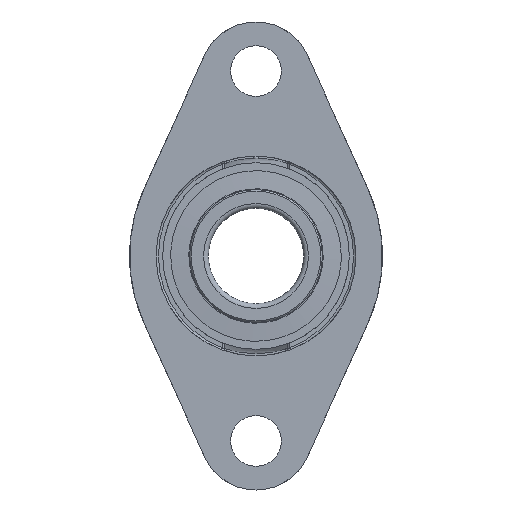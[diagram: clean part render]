
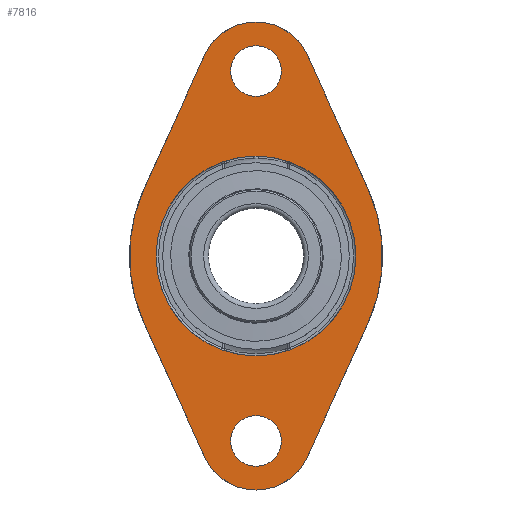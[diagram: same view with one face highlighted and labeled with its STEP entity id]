
A CAD part, left-side view. The second image highlights one B-rep face of the part: STEP entity #7816.
In plain terms, the highlighted face is planar.
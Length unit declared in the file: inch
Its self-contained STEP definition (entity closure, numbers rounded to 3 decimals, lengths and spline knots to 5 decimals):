
#1917=CARTESIAN_POINT('',(-0.84482,1.39166,-0.));
#1918=VERTEX_POINT('',#1917);
#1925=CARTESIAN_POINT('',(-2.50326,0.63716,-0.));
#1926=VERTEX_POINT('',#1925);
#1927=CARTESIAN_POINT('',(-0.84482,1.39166,-0.));
#1928=DIRECTION('',(-0.91,-0.414,-0.));
#1929=VECTOR('',#1928,0.71732);
#1930=LINE('',#1927,#1929);
#1931=EDGE_CURVE('',#1918,#1926,#1930,.T.);
#1952=CARTESIAN_POINT('',(0.84482,1.39166,0.));
#1953=VERTEX_POINT('',#1952);
#1960=CARTESIAN_POINT('',(0.,-0.4653,0.));
#1961=DIRECTION('',(-0.,0.,1.));
#1962=DIRECTION('',(1.,-0.,0.));
#1963=AXIS2_PLACEMENT_3D('',#1960,#1961,#1962);
#1964=CIRCLE('',#1963,2.0401);
#1965=EDGE_CURVE('',#1953,#1918,#1964,.T.);
#4096=CARTESIAN_POINT('',(0.84482,-1.39166,0.));
#4097=VERTEX_POINT('',#4096);
#4104=CARTESIAN_POINT('',(2.50326,-0.63716,0.));
#4105=VERTEX_POINT('',#4104);
#4106=CARTESIAN_POINT('',(0.84482,-1.39166,0.));
#4107=DIRECTION('',(0.91,0.414,0.));
#4108=VECTOR('',#4107,0.71732);
#4109=LINE('',#4106,#4108);
#4110=EDGE_CURVE('',#4097,#4105,#4109,.T.);
#5703=CARTESIAN_POINT('',(2.50326,0.63716,0.));
#5704=VERTEX_POINT('',#5703);
#5705=CARTESIAN_POINT('',(2.21339,-0.,0.));
#5706=DIRECTION('',(-0.,0.,1.));
#5707=DIRECTION('',(1.,-0.,0.));
#5708=AXIS2_PLACEMENT_3D('',#5705,#5706,#5707);
#5709=CIRCLE('',#5708,0.7);
#5710=EDGE_CURVE('',#4105,#5704,#5709,.T.);
#7541=CARTESIAN_POINT('',(-0.,-1.24429,0.));
#7542=VERTEX_POINT('',#7541);
#7573=CARTESIAN_POINT('',(-0.,1.24429,0.));
#7574=VERTEX_POINT('',#7573);
#7575=CARTESIAN_POINT('',(0.,0.,0.));
#7576=DIRECTION('',(-0.,0.,1.));
#7577=DIRECTION('',(0.,1.,-0.));
#7578=AXIS2_PLACEMENT_3D('',#7575,#7576,#7577);
#7579=CIRCLE('',#7578,1.24429);
#7580=EDGE_CURVE('',#7574,#7542,#7579,.T.);
#7582=CARTESIAN_POINT('',(0.,0.,0.));
#7583=DIRECTION('',(-0.,0.,1.));
#7584=DIRECTION('',(0.,1.,-0.));
#7585=AXIS2_PLACEMENT_3D('',#7582,#7583,#7584);
#7586=CIRCLE('',#7585,1.24429);
#7587=EDGE_CURVE('',#7542,#7574,#7586,.T.);
#7693=CARTESIAN_POINT('',(1.98819,0.,0.));
#7694=VERTEX_POINT('',#7693);
#7703=CARTESIAN_POINT('',(2.30315,0.,0.));
#7704=DIRECTION('',(-0.,0.,1.));
#7705=DIRECTION('',(1.,-0.,0.));
#7706=AXIS2_PLACEMENT_3D('',#7703,#7704,#7705);
#7707=CIRCLE('',#7706,0.31496);
#7708=EDGE_CURVE('',#7694,#7694,#7707,.T.);
#7735=CARTESIAN_POINT('',(-2.61811,0.,-0.));
#7736=VERTEX_POINT('',#7735);
#7743=CARTESIAN_POINT('',(-2.30315,0.,-0.));
#7744=DIRECTION('',(-0.,0.,1.));
#7745=DIRECTION('',(1.,-0.,0.));
#7746=AXIS2_PLACEMENT_3D('',#7743,#7744,#7745);
#7747=CIRCLE('',#7746,0.31496);
#7748=EDGE_CURVE('',#7736,#7736,#7747,.T.);
#7756=CARTESIAN_POINT('',(0.,-0.,0.));
#7757=DIRECTION('',(-0.,0.,1.));
#7758=DIRECTION('',(1.,-0.,0.));
#7759=AXIS2_PLACEMENT_3D('',#7756,#7757,#7758);
#7760=PLANE('',#7759);
#7761=ORIENTED_EDGE('',*,*,#7580,.T.);
#7762=ORIENTED_EDGE('',*,*,#7587,.T.);
#7763=EDGE_LOOP('',(#7761,#7762));
#7764=FACE_BOUND('',#7763,.T.);
#7765=ORIENTED_EDGE('',*,*,#1931,.F.);
#7766=ORIENTED_EDGE('',*,*,#1965,.F.);
#7767=CARTESIAN_POINT('',(2.50326,0.63716,0.));
#7768=DIRECTION('',(-0.91,0.414,-0.));
#7769=VECTOR('',#7768,0.71732);
#7770=LINE('',#7767,#7769);
#7771=EDGE_CURVE('',#5704,#1953,#7770,.T.);
#7772=ORIENTED_EDGE('',*,*,#7771,.F.);
#7773=ORIENTED_EDGE('',*,*,#5710,.F.);
#7774=ORIENTED_EDGE('',*,*,#4110,.F.);
#7775=CARTESIAN_POINT('',(-0.84482,-1.39166,-0.));
#7776=VERTEX_POINT('',#7775);
#7777=CARTESIAN_POINT('',(0.,0.4653,-0.));
#7778=DIRECTION('',(-0.,0.,1.));
#7779=DIRECTION('',(1.,-0.,0.));
#7780=AXIS2_PLACEMENT_3D('',#7777,#7778,#7779);
#7781=CIRCLE('',#7780,2.0401);
#7782=EDGE_CURVE('',#7776,#4097,#7781,.T.);
#7783=ORIENTED_EDGE('',*,*,#7782,.F.);
#7784=CARTESIAN_POINT('',(-2.50326,-0.63716,-0.));
#7785=VERTEX_POINT('',#7784);
#7786=CARTESIAN_POINT('',(-2.50326,-0.63716,-0.));
#7787=DIRECTION('',(0.91,-0.414,0.));
#7788=VECTOR('',#7787,0.71732);
#7789=LINE('',#7786,#7788);
#7790=EDGE_CURVE('',#7785,#7776,#7789,.T.);
#7791=ORIENTED_EDGE('',*,*,#7790,.F.);
#7792=CARTESIAN_POINT('',(-2.91339,0.,-0.));
#7793=VERTEX_POINT('',#7792);
#7794=CARTESIAN_POINT('',(-2.21339,0.,-0.));
#7795=DIRECTION('',(-0.,0.,1.));
#7796=DIRECTION('',(1.,-0.,0.));
#7797=AXIS2_PLACEMENT_3D('',#7794,#7795,#7796);
#7798=CIRCLE('',#7797,0.7);
#7799=EDGE_CURVE('',#7793,#7785,#7798,.T.);
#7800=ORIENTED_EDGE('',*,*,#7799,.F.);
#7801=CARTESIAN_POINT('',(-2.21339,0.,-0.));
#7802=DIRECTION('',(-0.,0.,1.));
#7803=DIRECTION('',(1.,-0.,0.));
#7804=AXIS2_PLACEMENT_3D('',#7801,#7802,#7803);
#7805=CIRCLE('',#7804,0.7);
#7806=EDGE_CURVE('',#1926,#7793,#7805,.T.);
#7807=ORIENTED_EDGE('',*,*,#7806,.F.);
#7808=EDGE_LOOP('',(#7765,#7766,#7772,#7773,#7774,#7783,#7791,#7800,#7807));
#7809=FACE_BOUND('',#7808,.T.);
#7810=ORIENTED_EDGE('',*,*,#7748,.T.);
#7811=EDGE_LOOP('',(#7810));
#7812=FACE_BOUND('',#7811,.T.);
#7813=ORIENTED_EDGE('',*,*,#7708,.T.);
#7814=EDGE_LOOP('',(#7813));
#7815=FACE_BOUND('',#7814,.T.);
#7816=ADVANCED_FACE('',(#7764,#7809,#7812,#7815),#7760,.F.);
